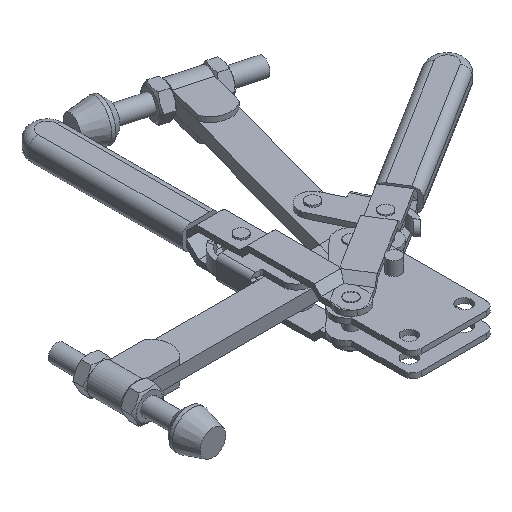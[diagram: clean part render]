
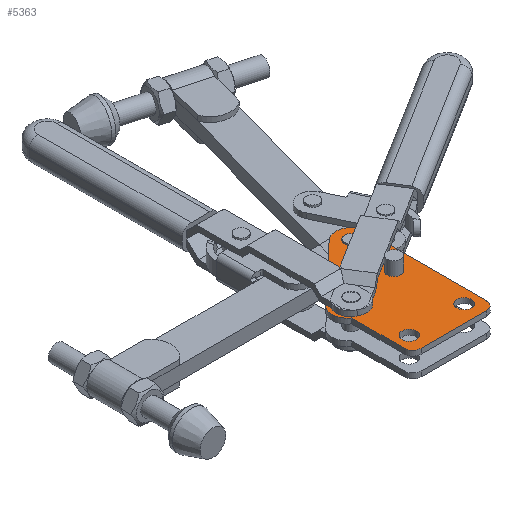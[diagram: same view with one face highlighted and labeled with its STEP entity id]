
A CAD part, isometric view. The second image highlights one B-rep face of the part: STEP entity #5363.
In plain terms, the highlighted planar face has unit normal (0, 0, 1).
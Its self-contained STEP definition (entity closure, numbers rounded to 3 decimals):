
#1918=CARTESIAN_POINT('',(10.422,55.627,20.733));
#1919=VERTEX_POINT('',#1918);
#1928=CARTESIAN_POINT('',(9.259,57.484,20.733));
#1929=VERTEX_POINT('',#1928);
#1930=CARTESIAN_POINT('',(9.259,57.484,20.733));
#1931=DIRECTION('',(0.531,-0.848,0.0));
#1932=VECTOR('',#1931,2.19);
#1933=LINE('',#1930,#1932);
#1934=EDGE_CURVE('',#1929,#1919,#1933,.T.);
#1950=CARTESIAN_POINT('',(12.612,52.13,20.733));
#1951=VERTEX_POINT('',#1950);
#1974=CARTESIAN_POINT('',(17.751,43.923,20.733));
#1975=VERTEX_POINT('',#1974);
#1982=CARTESIAN_POINT('',(12.612,52.13,20.733));
#1983=DIRECTION('',(0.531,-0.848,0.0));
#1984=VECTOR('',#1983,9.683);
#1985=LINE('',#1982,#1984);
#1986=EDGE_CURVE('',#1951,#1975,#1985,.T.);
#1996=CARTESIAN_POINT('',(6.295,55.627,20.733));
#1997=VERTEX_POINT('',#1996);
#2005=CARTESIAN_POINT('',(6.295,55.627,20.733));
#2006=DIRECTION('',(0.848,0.531,0.0));
#2007=VECTOR('',#2006,3.498);
#2008=LINE('',#2005,#2007);
#2009=EDGE_CURVE('',#1997,#1929,#2008,.T.);
#2756=CARTESIAN_POINT('',(-3.388,48.45,20.733));
#2757=VERTEX_POINT('',#2756);
#2764=CARTESIAN_POINT('',(0.218,37.199,20.733));
#2765=VERTEX_POINT('',#2764);
#2766=CARTESIAN_POINT('',(3.552,44.471,20.733));
#2767=DIRECTION('',(0.,0.,-1.));
#2768=DIRECTION('',(-0.224,-0.975,0.));
#2769=AXIS2_PLACEMENT_3D('',#2766,#2767,#2768);
#2770=CIRCLE('',#2769,8.0);
#2771=EDGE_CURVE('',#2765,#2757,#2770,.T.);
#2804=CARTESIAN_POINT('',(11.667,40.114,20.733));
#2805=VERTEX_POINT('',#2804);
#2812=CARTESIAN_POINT('',(17.751,43.923,20.733));
#2813=DIRECTION('',(-0.848,-0.531,0.0));
#2814=VECTOR('',#2813,7.177);
#2815=LINE('',#2812,#2814);
#2816=EDGE_CURVE('',#1975,#2805,#2815,.T.);
#3496=CARTESIAN_POINT('',(-3.388,51.847,20.733));
#3497=VERTEX_POINT('',#3496);
#3504=CARTESIAN_POINT('',(-3.388,48.45,20.733));
#3505=DIRECTION('',(0.0,1.0,0.0));
#3506=VECTOR('',#3505,3.397);
#3507=LINE('',#3504,#3506);
#3508=EDGE_CURVE('',#2757,#3497,#3507,.T.);
#3642=CARTESIAN_POINT('',(12.612,55.627,20.733));
#3643=VERTEX_POINT('',#3642);
#3644=CARTESIAN_POINT('',(12.612,52.13,20.733));
#3645=DIRECTION('',(0.0,1.0,0.0));
#3646=VECTOR('',#3645,3.498);
#3647=LINE('',#3644,#3646);
#3648=EDGE_CURVE('',#1951,#3643,#3647,.T.);
#3745=CARTESIAN_POINT('',(0.629,55.627,20.733));
#3746=VERTEX_POINT('',#3745);
#3747=CARTESIAN_POINT('',(0.629,55.627,20.733));
#3748=DIRECTION('',(1.0,0.0,0.0));
#3749=VECTOR('',#3748,5.666);
#3750=LINE('',#3747,#3749);
#3751=EDGE_CURVE('',#3746,#1997,#3750,.T.);
#5217=CARTESIAN_POINT('',(25.533,39.947,20.733));
#5218=DIRECTION('',(0.0,0.0,1.0));
#5219=DIRECTION('',(1.0,0.0,0.0));
#5220=AXIS2_PLACEMENT_3D('',#5217,#5218,#5219);
#5221=PLANE('',#5220);
#5222=ORIENTED_EDGE('',*,*,#2771,.T.);
#5223=ORIENTED_EDGE('',*,*,#3508,.T.);
#5224=CARTESIAN_POINT('',(-3.556,51.688,20.733));
#5225=VERTEX_POINT('',#5224);
#5226=CARTESIAN_POINT('',(-3.556,51.688,20.733));
#5227=DIRECTION('',(0.728,0.685,0.0));
#5228=VECTOR('',#5227,0.231);
#5229=LINE('',#5226,#5228);
#5230=EDGE_CURVE('',#5225,#3497,#5229,.T.);
#5231=ORIENTED_EDGE('',*,*,#5230,.F.);
#5232=CARTESIAN_POINT('',(-2.388,37.651,20.733));
#5233=VERTEX_POINT('',#5232);
#5234=CARTESIAN_POINT('',(2.612,45.135,20.733));
#5235=DIRECTION('',(0.0,0.0,-1.));
#5236=DIRECTION('',(-0.685,0.728,0.0));
#5237=AXIS2_PLACEMENT_3D('',#5234,#5235,#5236);
#5238=CIRCLE('',#5237,9.0);
#5239=EDGE_CURVE('',#5233,#5225,#5238,.T.);
#5240=ORIENTED_EDGE('',*,*,#5239,.F.);
#5241=CARTESIAN_POINT('',(-2.388,7.135,20.733));
#5242=VERTEX_POINT('',#5241);
#5243=CARTESIAN_POINT('',(-2.388,7.135,20.733));
#5244=DIRECTION('',(0.0,1.0,0.0));
#5245=VECTOR('',#5244,30.517);
#5246=LINE('',#5243,#5245);
#5247=EDGE_CURVE('',#5242,#5233,#5246,.T.);
#5248=ORIENTED_EDGE('',*,*,#5247,.F.);
#5249=CARTESIAN_POINT('',(2.612,2.135,20.733));
#5250=VERTEX_POINT('',#5249);
#5251=CARTESIAN_POINT('',(2.612,7.135,20.733));
#5252=DIRECTION('',(0.0,0.0,-1.0));
#5253=DIRECTION('',(-1.0,0.0,0.0));
#5254=AXIS2_PLACEMENT_3D('',#5251,#5252,#5253);
#5255=CIRCLE('',#5254,5.);
#5256=EDGE_CURVE('',#5250,#5242,#5255,.T.);
#5257=ORIENTED_EDGE('',*,*,#5256,.F.);
#5258=CARTESIAN_POINT('',(40.612,2.135,20.733));
#5259=VERTEX_POINT('',#5258);
#5260=CARTESIAN_POINT('',(40.612,2.135,20.733));
#5261=DIRECTION('',(-1.0,0.0,0.0));
#5262=VECTOR('',#5261,38.);
#5263=LINE('',#5260,#5262);
#5264=EDGE_CURVE('',#5259,#5250,#5263,.T.);
#5265=ORIENTED_EDGE('',*,*,#5264,.F.);
#5266=CARTESIAN_POINT('',(45.612,7.135,20.733));
#5267=VERTEX_POINT('',#5266);
#5268=CARTESIAN_POINT('',(40.612,7.135,20.733));
#5269=DIRECTION('',(0.0,0.0,-1.0));
#5270=DIRECTION('',(0.0,-1.0,0.0));
#5271=AXIS2_PLACEMENT_3D('',#5268,#5269,#5270);
#5272=CIRCLE('',#5271,5.0);
#5273=EDGE_CURVE('',#5267,#5259,#5272,.T.);
#5274=ORIENTED_EDGE('',*,*,#5273,.F.);
#5275=CARTESIAN_POINT('',(45.612,77.135,20.733));
#5276=VERTEX_POINT('',#5275);
#5277=CARTESIAN_POINT('',(45.612,77.135,20.733));
#5278=DIRECTION('',(0.0,-1.0,0.0));
#5279=VECTOR('',#5278,70.0);
#5280=LINE('',#5277,#5279);
#5281=EDGE_CURVE('',#5276,#5267,#5280,.T.);
#5282=ORIENTED_EDGE('',*,*,#5281,.F.);
#5283=CARTESIAN_POINT('',(30.444,83.688,20.733));
#5284=VERTEX_POINT('',#5283);
#5285=CARTESIAN_POINT('',(36.612,77.135,20.733));
#5286=DIRECTION('',(0.0,0.0,-1.0));
#5287=DIRECTION('',(1.0,0.0,0.0));
#5288=AXIS2_PLACEMENT_3D('',#5285,#5286,#5287);
#5289=CIRCLE('',#5288,9.0);
#5290=EDGE_CURVE('',#5284,#5276,#5289,.T.);
#5291=ORIENTED_EDGE('',*,*,#5290,.F.);
#5292=CARTESIAN_POINT('',(0.629,55.627,20.733));
#5293=DIRECTION('',(0.728,0.685,0.0));
#5294=VECTOR('',#5293,40.943);
#5295=LINE('',#5292,#5294);
#5296=EDGE_CURVE('',#3746,#5284,#5295,.T.);
#5297=ORIENTED_EDGE('',*,*,#5296,.F.);
#5298=ORIENTED_EDGE('',*,*,#3751,.T.);
#5299=ORIENTED_EDGE('',*,*,#2009,.T.);
#5300=ORIENTED_EDGE('',*,*,#1934,.T.);
#5301=CARTESIAN_POINT('',(10.422,55.627,20.733));
#5302=DIRECTION('',(1.0,0.0,0.0));
#5303=VECTOR('',#5302,2.19);
#5304=LINE('',#5301,#5303);
#5305=EDGE_CURVE('',#1919,#3643,#5304,.T.);
#5306=ORIENTED_EDGE('',*,*,#5305,.T.);
#5307=ORIENTED_EDGE('',*,*,#3648,.F.);
#5308=ORIENTED_EDGE('',*,*,#1986,.T.);
#5309=ORIENTED_EDGE('',*,*,#2816,.T.);
#5310=CARTESIAN_POINT('',(4.612,43.885,20.733));
#5311=DIRECTION('',(0.,0.,-1.));
#5312=DIRECTION('',(-0.707,-0.707,0.));
#5313=AXIS2_PLACEMENT_3D('',#5310,#5311,#5312);
#5314=CIRCLE('',#5313,8.0);
#5315=EDGE_CURVE('',#2805,#2765,#5314,.T.);
#5316=ORIENTED_EDGE('',*,*,#5315,.T.);
#5317=EDGE_LOOP('',(#5222,#5223,#5231,#5240,#5248,#5257,#5265,#5274,#5282,#5291,#5297,#5298,#5299,#5300,#5306,#5307,#5308,#5309,#5316));
#5318=FACE_OUTER_BOUND('',#5317,.T.);
#5319=CARTESIAN_POINT('',(37.612,49.135,20.733));
#5320=VERTEX_POINT('',#5319);
#5321=CARTESIAN_POINT('',(33.612,49.135,20.733));
#5322=DIRECTION('',(0.0,0.0,-1.0));
#5323=DIRECTION('',(-1.0,0.0,0.0));
#5324=AXIS2_PLACEMENT_3D('',#5321,#5322,#5323);
#5325=CIRCLE('',#5324,4.0);
#5326=EDGE_CURVE('',#5320,#5320,#5325,.T.);
#5327=ORIENTED_EDGE('',*,*,#5326,.T.);
#5328=EDGE_LOOP('',(#5327));
#5329=FACE_BOUND('',#5328,.T.);
#5330=CARTESIAN_POINT('',(40.362,77.135,20.733));
#5331=VERTEX_POINT('',#5330);
#5332=CARTESIAN_POINT('',(36.612,77.135,20.733));
#5333=DIRECTION('',(0.,0.,1.0));
#5334=DIRECTION('',(-0.907,0.421,0.));
#5335=AXIS2_PLACEMENT_3D('',#5332,#5333,#5334);
#5336=CIRCLE('',#5335,3.75);
#5337=EDGE_CURVE('',#5331,#5331,#5336,.T.);
#5338=ORIENTED_EDGE('',*,*,#5337,.F.);
#5339=EDGE_LOOP('',(#5338));
#5340=FACE_BOUND('',#5339,.T.);
#5341=CARTESIAN_POINT('',(9.862,12.135,20.733));
#5342=VERTEX_POINT('',#5341);
#5343=CARTESIAN_POINT('',(5.612,12.135,20.733));
#5344=DIRECTION('',(0.0,0.0,-1.0));
#5345=DIRECTION('',(-1.0,0.0,0.0));
#5346=AXIS2_PLACEMENT_3D('',#5343,#5344,#5345);
#5347=CIRCLE('',#5346,4.25);
#5348=EDGE_CURVE('',#5342,#5342,#5347,.T.);
#5349=ORIENTED_EDGE('',*,*,#5348,.T.);
#5350=EDGE_LOOP('',(#5349));
#5351=FACE_BOUND('',#5350,.T.);
#5352=CARTESIAN_POINT('',(41.862,12.135,20.733));
#5353=VERTEX_POINT('',#5352);
#5354=CARTESIAN_POINT('',(37.612,12.135,20.733));
#5355=DIRECTION('',(0.0,0.0,-1.0));
#5356=DIRECTION('',(-1.0,0.0,0.0));
#5357=AXIS2_PLACEMENT_3D('',#5354,#5355,#5356);
#5358=CIRCLE('',#5357,4.25);
#5359=EDGE_CURVE('',#5353,#5353,#5358,.T.);
#5360=ORIENTED_EDGE('',*,*,#5359,.T.);
#5361=EDGE_LOOP('',(#5360));
#5362=FACE_BOUND('',#5361,.T.);
#5363=ADVANCED_FACE('',(#5318,#5329,#5340,#5351,#5362),#5221,.T.);
